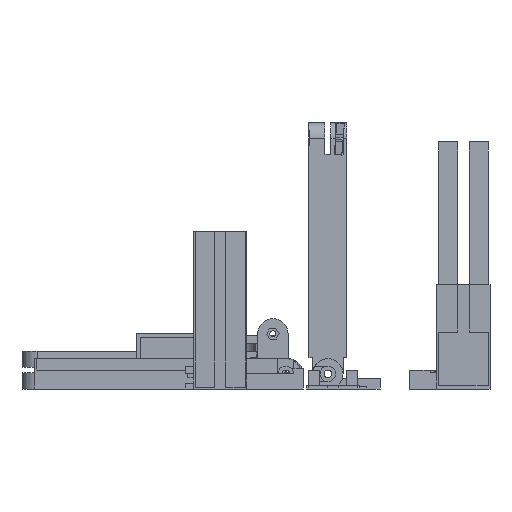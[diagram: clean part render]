
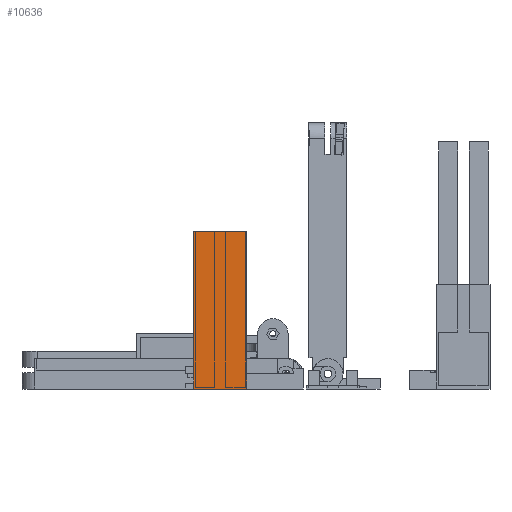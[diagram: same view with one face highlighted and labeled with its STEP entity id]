
A CAD part, left-side view. The second image highlights one B-rep face of the part: STEP entity #10636.
In plain terms, the highlighted planar face has unit normal (-1, 0, 0).
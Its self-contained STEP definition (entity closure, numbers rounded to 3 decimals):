
#995=FACE_OUTER_BOUND('',#1650,.T.);
#1650=EDGE_LOOP('',(#9164,#9165,#9166,#9167));
#2722=LINE('',#16936,#3951);
#2735=LINE('',#16968,#3964);
#2736=LINE('',#16969,#3965);
#2737=LINE('',#16970,#3966);
#3951=VECTOR('',#13955,10.);
#3964=VECTOR('',#13986,10.);
#3965=VECTOR('',#13987,10.);
#3966=VECTOR('',#13988,10.);
#5035=VERTEX_POINT('',#16929);
#5038=VERTEX_POINT('',#16934);
#5047=VERTEX_POINT('',#16966);
#5048=VERTEX_POINT('',#16967);
#6439=EDGE_CURVE('',#5038,#5035,#2722,.T.);
#6452=EDGE_CURVE('',#5047,#5048,#2735,.T.);
#6453=EDGE_CURVE('',#5047,#5035,#2736,.T.);
#6454=EDGE_CURVE('',#5048,#5038,#2737,.T.);
#9164=ORIENTED_EDGE('',*,*,#6452,.F.);
#9165=ORIENTED_EDGE('',*,*,#6453,.T.);
#9166=ORIENTED_EDGE('',*,*,#6439,.F.);
#9167=ORIENTED_EDGE('',*,*,#6454,.F.);
#10085=PLANE('',#11484);
#10636=ADVANCED_FACE('',(#995),#10085,.T.);
#11484=AXIS2_PLACEMENT_3D('',#16965,#13984,#13985);
#13955=DIRECTION('',(0.,-1.,0.));
#13984=DIRECTION('center_axis',(-1.,0.,0.));
#13985=DIRECTION('ref_axis',(0.,-1.,0.));
#13986=DIRECTION('',(0.,1.,0.));
#13987=DIRECTION('',(0.,0.,1.));
#13988=DIRECTION('',(0.,0.,1.));
#16929=CARTESIAN_POINT('',(-605.279,21.644,83.));
#16934=CARTESIAN_POINT('',(-605.279,49.644,83.));
#16936=CARTESIAN_POINT('',(-605.279,21.644,83.));
#16965=CARTESIAN_POINT('Origin',(-605.279,49.644,0.));
#16966=CARTESIAN_POINT('',(-605.279,21.644,0.));
#16967=CARTESIAN_POINT('',(-605.279,49.644,0.));
#16968=CARTESIAN_POINT('',(-605.279,21.644,0.));
#16969=CARTESIAN_POINT('',(-605.279,21.644,0.));
#16970=CARTESIAN_POINT('',(-605.279,49.644,0.));
